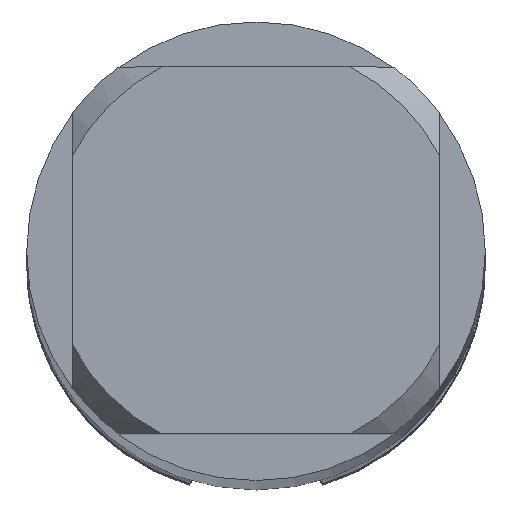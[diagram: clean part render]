
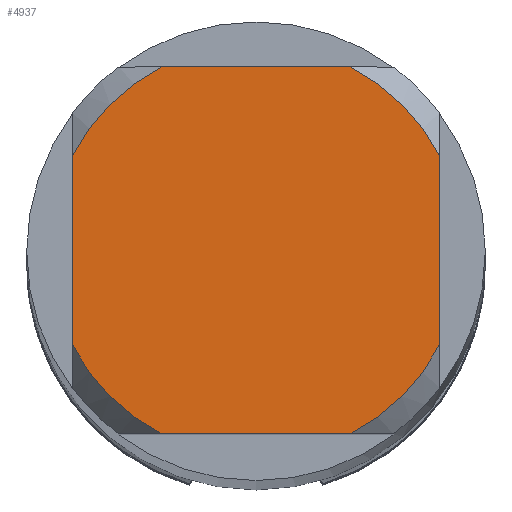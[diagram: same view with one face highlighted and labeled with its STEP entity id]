
A CAD part, top view. The second image highlights one B-rep face of the part: STEP entity #4937.
In plain terms, the highlighted planar face has unit normal (0, 0, 1).
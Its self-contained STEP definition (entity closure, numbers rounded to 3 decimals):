
#2065=VERTEX_POINT('',#6136);
#2607=VERTEX_POINT('',#6724);
#2623=EDGE_CURVE('',#3113,#4603,#6741,.T.);
#2939=VERTEX_POINT('',#7085);
#3113=VERTEX_POINT('',#7282);
#3173=VERTEX_POINT('',#7350);
#4131=VERTEX_POINT('',#8397);
#4225=EDGE_CURVE('',#2607,#4603,#8499,.T.);
#4467=EDGE_CURVE('',#5451,#4131,#8757,.T.);
#4603=VERTEX_POINT('',#8906);
#4819=EDGE_CURVE('',#3173,#4131,#9144,.T.);
#4937=ADVANCED_FACE('',(#9269),#9270,.T.);
#5135=EDGE_CURVE('',#3173,#2065,#9489,.T.);
#5259=EDGE_CURVE('',#5451,#2939,#9624,.T.);
#5451=VERTEX_POINT('',#9837);
#5567=EDGE_CURVE('',#3113,#2065,#9963,.T.);
#5935=EDGE_CURVE('',#2607,#2939,#10360,.T.);
#6136=CARTESIAN_POINT('',(-2.062,4.0,0.0));
#6724=CARTESIAN_POINT('',(-2.062,-4.0,0.0));
#6741=LINE('',#11648,#11649);
#7085=CARTESIAN_POINT('',(2.062,-4.0,0.0));
#7282=CARTESIAN_POINT('',(-4.0,2.062,0.0));
#7350=CARTESIAN_POINT('',(2.062,4.0,0.0));
#8397=CARTESIAN_POINT('',(4.0,2.062,0.0));
#8499=CIRCLE('',#14823,4.5);
#8757=LINE('',#15240,#15241);
#8906=CARTESIAN_POINT('',(-4.0,-2.062,0.0));
#9144=CIRCLE('',#15898,4.5);
#9269=FACE_OUTER_BOUND('',#16122,.T.);
#9270=PLANE('',#16123);
#9489=LINE('',#16470,#16471);
#9624=CIRCLE('',#16676,4.5);
#9837=CARTESIAN_POINT('',(4.0,-2.062,0.0));
#9963=CIRCLE('',#17345,4.5);
#10360=LINE('',#18015,#18016);
#11648=CARTESIAN_POINT('',(-4.0,1.125,0.0));
#11649=VECTOR('',#18982,1.0);
#14823=AXIS2_PLACEMENT_3D('',#21075,#21076,#21077);
#15240=CARTESIAN_POINT('',(4.0,1.125,0.0));
#15241=VECTOR('',#21299,1.0);
#15898=AXIS2_PLACEMENT_3D('',#21839,#21840,#21841);
#16122=EDGE_LOOP('',(#21945,#21946,#21947,#21948,#21949,#21950,#21951,#21952));
#16123=AXIS2_PLACEMENT_3D('',#21953,#21954,#21955);
#16470=CARTESIAN_POINT('',(0.0,4.0,0.0));
#16471=VECTOR('',#22185,1.0);
#16676=AXIS2_PLACEMENT_3D('',#22308,#22309,#22310);
#17345=AXIS2_PLACEMENT_3D('',#22696,#22697,#22698);
#18015=CARTESIAN_POINT('',(0.0,-4.0,0.0));
#18016=VECTOR('',#23228,1.0);
#18982=DIRECTION('',(-0.0,-1.0,0.0));
#21075=CARTESIAN_POINT('',(0.0,0.0,0.0));
#21076=DIRECTION('',(0.0,0.0,-1.0));
#21077=DIRECTION('',(0.0,1.0,0.0));
#21299=DIRECTION('',(-0.0,1.0,0.0));
#21839=CARTESIAN_POINT('',(0.0,0.0,0.0));
#21840=DIRECTION('',(0.0,0.0,-1.0));
#21841=DIRECTION('',(0.0,1.0,0.0));
#21945=ORIENTED_EDGE('',*,*,#2623,.T.);
#21946=ORIENTED_EDGE('',*,*,#4225,.F.);
#21947=ORIENTED_EDGE('',*,*,#5935,.T.);
#21948=ORIENTED_EDGE('',*,*,#5259,.F.);
#21949=ORIENTED_EDGE('',*,*,#4467,.T.);
#21950=ORIENTED_EDGE('',*,*,#4819,.F.);
#21951=ORIENTED_EDGE('',*,*,#5135,.T.);
#21952=ORIENTED_EDGE('',*,*,#5567,.F.);
#21953=CARTESIAN_POINT('',(0.0,2.25,0.0));
#21954=DIRECTION('',(-0.0,0.0,1.0));
#21955=DIRECTION('',(0.0,-1.0,0.0));
#22185=DIRECTION('',(-1.0,0.0,0.0));
#22308=CARTESIAN_POINT('',(0.0,0.0,0.0));
#22309=DIRECTION('',(0.0,0.0,-1.0));
#22310=DIRECTION('',(0.0,1.0,0.0));
#22696=CARTESIAN_POINT('',(0.0,0.0,0.0));
#22697=DIRECTION('',(0.0,0.0,-1.0));
#22698=DIRECTION('',(0.0,1.0,0.0));
#23228=DIRECTION('',(1.0,0.0,0.0));
